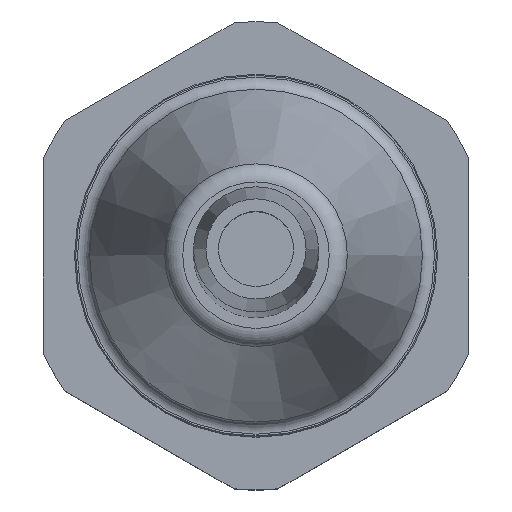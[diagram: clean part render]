
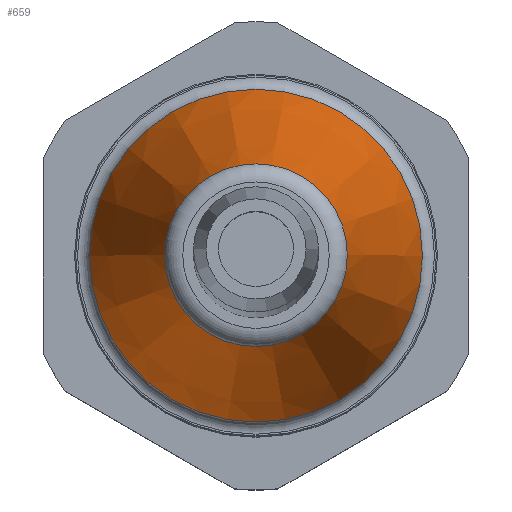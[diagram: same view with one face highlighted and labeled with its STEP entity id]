
A CAD part, top view. The second image highlights one B-rep face of the part: STEP entity #659.
In plain terms, the highlighted conical face has half-angle 15.154 degrees and reference radius 3.65 mm.
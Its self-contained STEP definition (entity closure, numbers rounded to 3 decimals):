
#24=CONICAL_SURFACE('',#716,3.65,0.264);
#148=ORIENTED_EDGE('',*,*,#236,.F.);
#149=ORIENTED_EDGE('',*,*,#235,.T.);
#235=EDGE_CURVE('',#276,#276,#305,.T.);
#236=EDGE_CURVE('',#277,#277,#306,.T.);
#276=VERTEX_POINT('',#979);
#277=VERTEX_POINT('',#982);
#305=CIRCLE('',#715,3.65);
#306=CIRCLE('',#717,6.65);
#337=EDGE_LOOP('',(#148));
#338=EDGE_LOOP('',(#149));
#385=FACE_BOUND('',#337,.T.);
#386=FACE_BOUND('',#338,.T.);
#659=ADVANCED_FACE('',(#385,#386),#24,.T.);
#715=AXIS2_PLACEMENT_3D('',#978,#836,#837);
#716=AXIS2_PLACEMENT_3D('',#980,#838,#839);
#717=AXIS2_PLACEMENT_3D('',#981,#840,#841);
#836=DIRECTION('',(0.,0.,-1.));
#837=DIRECTION('',(-1.,0.,0.));
#838=DIRECTION('',(0.,0.,-1.));
#839=DIRECTION('',(-1.,0.,0.));
#840=DIRECTION('',(0.,0.,-1.));
#841=DIRECTION('',(-1.,0.,0.));
#978=CARTESIAN_POINT('',(0.,0.,29.446));
#979=CARTESIAN_POINT('',(-3.65,0.,29.446));
#980=CARTESIAN_POINT('',(0.,0.,29.446));
#981=CARTESIAN_POINT('',(0.,0.,18.369));
#982=CARTESIAN_POINT('',(-6.65,0.,18.369));
